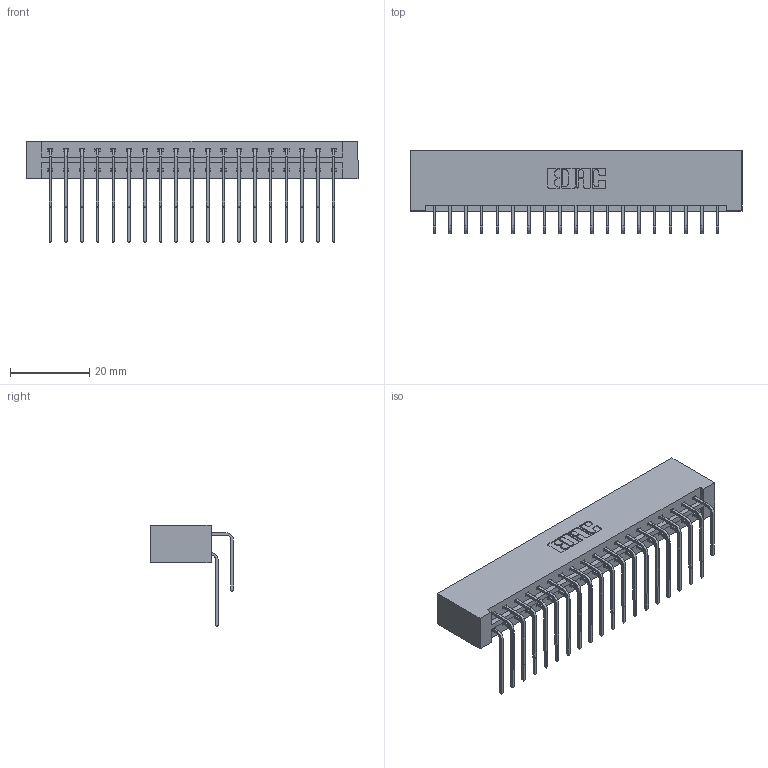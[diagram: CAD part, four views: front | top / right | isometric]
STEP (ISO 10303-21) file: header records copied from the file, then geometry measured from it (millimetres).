
FILE_DESCRIPTION (( 'STEP AP203' ), '1' );
FILE_NAME ('333-038-559-201.STEP', '2018-08-03T12:09:18', ( '' ), ( '' ), 'SwSTEP 2.0', 'SolidWorks 2016', '' );
FILE_SCHEMA (( 'CONFIG_CONTROL_DESIGN' ));
Length unit declared in the file: inch
Products named in the file (4): 333 Part_Lugless; 345-292-001_558 559 Tail - 1; 345-292-001_559 Tail - 2; 333-038-559-201
Assembly tree (39 placements, depth 2):
  333-038-559-201
    333 Part_Lugless
    345-292-001_558 559 Tail - 1  x19
    345-292-001_559 Tail - 2  x19
Bounding box: 83.54 x 20.9 x 25.53 mm (x, y, z)
Volume: 9165.4 mm3; surface area: 11704.9 mm2
Topology: 39 solids, 39 shells, 2158 faces, 6405 edges, 4218 vertices
Faces by surface type: plane 1510, cylinder 648
Entity records: 16705 total; most frequent: CARTESIAN_POINT 2845, ORIENTED_EDGE 2730, DIRECTION 2445, EDGE_CURVE 1365, VECTOR 1205, LINE 1205, VERTEX_POINT 906, AXIS2_PLACEMENT_3D 620
